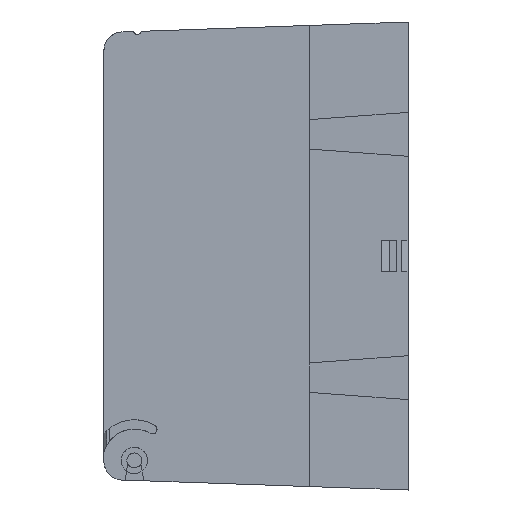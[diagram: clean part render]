
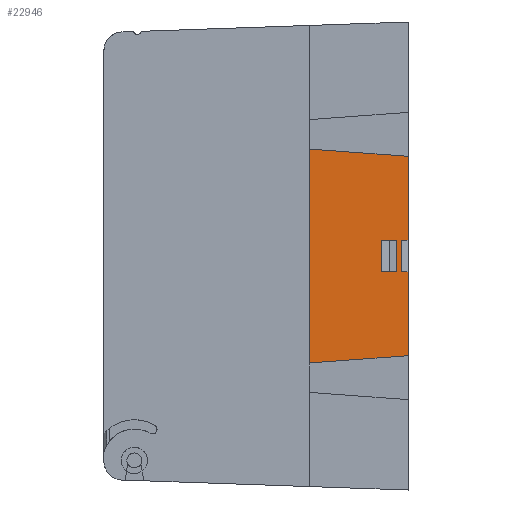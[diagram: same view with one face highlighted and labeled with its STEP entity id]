
A CAD part, left-side view. The second image highlights one B-rep face of the part: STEP entity #22946.
In plain terms, the highlighted planar face has unit normal (1, 0, 0).
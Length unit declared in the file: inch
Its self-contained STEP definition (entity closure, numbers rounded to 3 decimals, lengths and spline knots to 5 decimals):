
#465 = CARTESIAN_POINT ( 'NONE',  ( -2.6392, -0.625, 0.17 ) ) ;
#666 = VECTOR ( 'NONE', #39291, 39.37008 ) ;
#1015 = VERTEX_POINT ( 'NONE', #4780 ) ;
#1280 = VERTEX_POINT ( 'NONE', #14982 ) ;
#1629 = DIRECTION ( 'NONE',  ( 0., 1., 0. ) ) ;
#2128 = CARTESIAN_POINT ( 'NONE',  ( -2.6392, -1.605, -0.17 ) ) ;
#2286 = CARTESIAN_POINT ( 'NONE',  ( -2.6392, -1.675, 1.065 ) ) ;
#3020 = LINE ( 'NONE', #3603, #6545 ) ;
#3067 = VERTEX_POINT ( 'NONE', #30995 ) ;
#3603 = CARTESIAN_POINT ( 'NONE',  ( -2.6392, -1.605, -2.21333 ) ) ;
#3966 = VERTEX_POINT ( 'NONE', #5619 ) ;
#4102 = VECTOR ( 'NONE', #5795, 39.37008 ) ;
#4434 = FACE_BOUND ( 'NONE', #22274, .T. ) ;
#4477 = ORIENTED_EDGE ( 'NONE', *, *, #17181, .F. ) ;
#4647 = EDGE_CURVE ( 'NONE', #3067, #1280, #17973, .T. ) ;
#4780 = CARTESIAN_POINT ( 'NONE',  ( -2.6392, -1.555, -0.17 ) ) ;
#5108 = ORIENTED_EDGE ( 'NONE', *, *, #7663, .F. ) ;
#5531 = VERTEX_POINT ( 'NONE', #2128 ) ;
#5619 = CARTESIAN_POINT ( 'NONE',  ( -2.6392, -1.675, -0.17 ) ) ;
#5795 = DIRECTION ( 'NONE',  ( 0., 0.997, 0.074 ) ) ;
#6545 = VECTOR ( 'NONE', #23037, 39.37008 ) ;
#7443 = VERTEX_POINT ( 'NONE', #8452 ) ;
#7663 = EDGE_CURVE ( 'NONE', #39940, #9101, #28952, .T. ) ;
#8424 = CARTESIAN_POINT ( 'NONE',  ( -2.6392, -1.675, 0.17 ) ) ;
#8452 = CARTESIAN_POINT ( 'NONE',  ( -2.6392, -1.675, -1.065 ) ) ;
#8569 = ORIENTED_EDGE ( 'NONE', *, *, #38002, .F. ) ;
#8691 = CARTESIAN_POINT ( 'NONE',  ( -2.6392, -0.625, 1.14282 ) ) ;
#9101 = VERTEX_POINT ( 'NONE', #8691 ) ;
#9447 = LINE ( 'NONE', #27917, #34171 ) ;
#9993 = DIRECTION ( 'NONE',  ( 0., 0., 1. ) ) ;
#10017 = LINE ( 'NONE', #21087, #34791 ) ;
#12598 = DIRECTION ( 'NONE',  ( 0., -1., 0. ) ) ;
#12612 = VECTOR ( 'NONE', #9993, 39.37008 ) ;
#13071 = FACE_OUTER_BOUND ( 'NONE', #32580, .T. ) ;
#13218 = CARTESIAN_POINT ( 'NONE',  ( -2.6392, -1.675, 1.065 ) ) ;
#13479 = LINE ( 'NONE', #33272, #30660 ) ;
#13626 = LINE ( 'NONE', #26139, #12612 ) ;
#13883 = CARTESIAN_POINT ( 'NONE',  ( -2.6392, -0.625, -2.21333 ) ) ;
#13933 = DIRECTION ( 'NONE',  ( 0., 1., 0. ) ) ;
#14149 = EDGE_CURVE ( 'NONE', #29795, #7443, #21225, .T. ) ;
#14326 = CARTESIAN_POINT ( 'NONE',  ( -2.6392, -0.625, -1.14282 ) ) ;
#14938 = AXIS2_PLACEMENT_3D ( 'NONE', #13883, #36479, #17178 ) ;
#14982 = CARTESIAN_POINT ( 'NONE',  ( -2.6392, -1.3934, 0.17 ) ) ;
#16928 = LINE ( 'NONE', #465, #34055 ) ;
#17037 = PLANE ( 'NONE',  #14938 ) ;
#17178 = DIRECTION ( 'NONE',  ( 0., 0., 1. ) ) ;
#17181 = EDGE_CURVE ( 'NONE', #5531, #40182, #3020, .T. ) ;
#17742 = EDGE_CURVE ( 'NONE', #1280, #26104, #32298, .T. ) ;
#17973 = LINE ( 'NONE', #39411, #666 ) ;
#18586 = CARTESIAN_POINT ( 'NONE',  ( -2.6392, -1.555, -2.21333 ) ) ;
#19119 = EDGE_CURVE ( 'NONE', #26104, #1015, #24390, .T. ) ;
#19776 = ORIENTED_EDGE ( 'NONE', *, *, #4647, .F. ) ;
#21087 = CARTESIAN_POINT ( 'NONE',  ( -2.6392, -0.625, -0.17 ) ) ;
#21225 = LINE ( 'NONE', #35619, #26309 ) ;
#21507 = EDGE_CURVE ( 'NONE', #40182, #40881, #16928, .T. ) ;
#21722 = ORIENTED_EDGE ( 'NONE', *, *, #38783, .F. ) ;
#22274 = EDGE_LOOP ( 'NONE', ( #38381, #27350, #26299, #19776 ) ) ;
#22946 = ADVANCED_FACE ( 'NONE', ( #4434, #13071 ), #17037, .F. ) ;
#23037 = DIRECTION ( 'NONE',  ( 0., 0., 1. ) ) ;
#23087 = CARTESIAN_POINT ( 'NONE',  ( -2.6392, -1.605, 0.17 ) ) ;
#23144 = DIRECTION ( 'NONE',  ( 0., -1., 0. ) ) ;
#24390 = LINE ( 'NONE', #18586, #40568 ) ;
#26104 = VERTEX_POINT ( 'NONE', #28986 ) ;
#26139 = CARTESIAN_POINT ( 'NONE',  ( -2.6392, -1.675, -2.25 ) ) ;
#26299 = ORIENTED_EDGE ( 'NONE', *, *, #17742, .F. ) ;
#26309 = VECTOR ( 'NONE', #34793, 39.37008 ) ;
#26678 = DIRECTION ( 'NONE',  ( 0., 0., -1. ) ) ;
#27350 = ORIENTED_EDGE ( 'NONE', *, *, #19119, .F. ) ;
#27499 = EDGE_CURVE ( 'NONE', #1015, #3067, #13479, .T. ) ;
#27917 = CARTESIAN_POINT ( 'NONE',  ( -2.6392, -1.675, -2.25 ) ) ;
#28756 = CARTESIAN_POINT ( 'NONE',  ( -2.6392, -0.625, 0.17 ) ) ;
#28952 = LINE ( 'NONE', #13218, #4102 ) ;
#28986 = CARTESIAN_POINT ( 'NONE',  ( -2.6392, -1.555, 0.17 ) ) ;
#29768 = CARTESIAN_POINT ( 'NONE',  ( -2.6392, -0.625, -4.87979 ) ) ;
#29795 = VERTEX_POINT ( 'NONE', #14326 ) ;
#30660 = VECTOR ( 'NONE', #13933, 39.37008 ) ;
#30995 = CARTESIAN_POINT ( 'NONE',  ( -2.6392, -1.3934, -0.17 ) ) ;
#31156 = DIRECTION ( 'NONE',  ( 0., 0., 1. ) ) ;
#31519 = EDGE_CURVE ( 'NONE', #7443, #3966, #13626, .T. ) ;
#32207 = VECTOR ( 'NONE', #26678, 39.37008 ) ;
#32298 = LINE ( 'NONE', #28756, #40910 ) ;
#32580 = EDGE_LOOP ( 'NONE', ( #8569, #39965, #42035, #34408, #5108, #21722, #39859, #4477 ) ) ;
#33272 = CARTESIAN_POINT ( 'NONE',  ( -2.6392, -0.625, -0.17 ) ) ;
#34055 = VECTOR ( 'NONE', #23144, 39.37008 ) ;
#34171 = VECTOR ( 'NONE', #31156, 39.37008 ) ;
#34408 = ORIENTED_EDGE ( 'NONE', *, *, #38572, .F. ) ;
#34791 = VECTOR ( 'NONE', #1629, 39.37008 ) ;
#34793 = DIRECTION ( 'NONE',  ( 0., -0.997, 0.074 ) ) ;
#35619 = CARTESIAN_POINT ( 'NONE',  ( -2.6392, -0.625, -1.14282 ) ) ;
#36479 = DIRECTION ( 'NONE',  ( -1., 0., 0. ) ) ;
#37892 = DIRECTION ( 'NONE',  ( 0., 0., -1. ) ) ;
#38002 = EDGE_CURVE ( 'NONE', #3966, #5531, #10017, .T. ) ;
#38381 = ORIENTED_EDGE ( 'NONE', *, *, #27499, .F. ) ;
#38572 = EDGE_CURVE ( 'NONE', #9101, #29795, #40807, .T. ) ;
#38783 = EDGE_CURVE ( 'NONE', #40881, #39940, #9447, .T. ) ;
#39291 = DIRECTION ( 'NONE',  ( 0., 0., 1. ) ) ;
#39411 = CARTESIAN_POINT ( 'NONE',  ( -2.6392, -1.3934, -2.21333 ) ) ;
#39859 = ORIENTED_EDGE ( 'NONE', *, *, #21507, .F. ) ;
#39940 = VERTEX_POINT ( 'NONE', #2286 ) ;
#39965 = ORIENTED_EDGE ( 'NONE', *, *, #31519, .F. ) ;
#40182 = VERTEX_POINT ( 'NONE', #23087 ) ;
#40568 = VECTOR ( 'NONE', #37892, 39.37008 ) ;
#40807 = LINE ( 'NONE', #29768, #32207 ) ;
#40881 = VERTEX_POINT ( 'NONE', #8424 ) ;
#40910 = VECTOR ( 'NONE', #12598, 39.37008 ) ;
#42035 = ORIENTED_EDGE ( 'NONE', *, *, #14149, .F. ) ;
